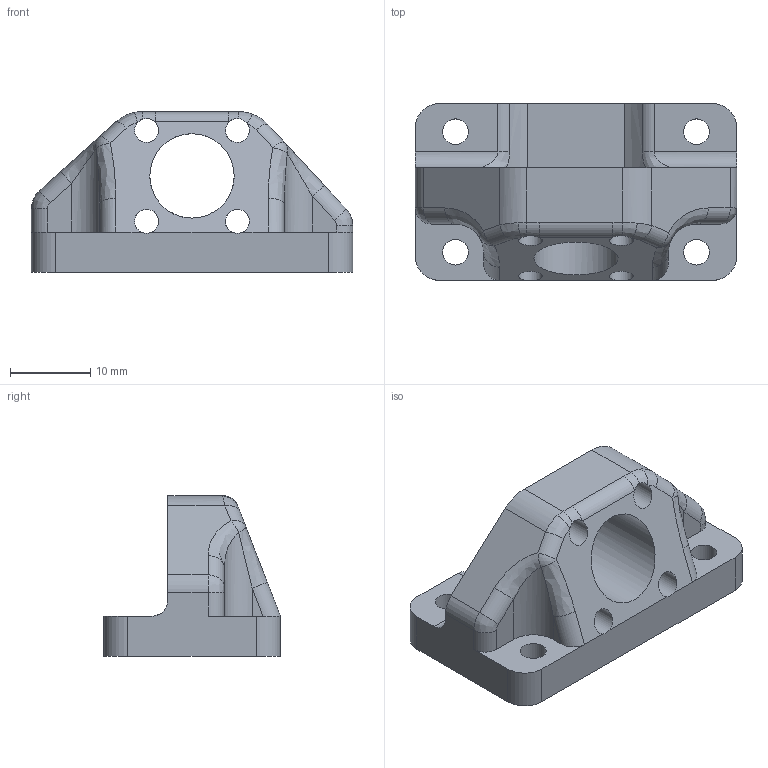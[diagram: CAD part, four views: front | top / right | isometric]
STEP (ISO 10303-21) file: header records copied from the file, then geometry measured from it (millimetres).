
FILE_DESCRIPTION(/* description */ (''),/* implementation_level */ '2;1');
FILE_NAME(/* name */ 'Z_ax_nut_holder_remake v1.step',/* time_stamp */ '2023-01-03T15:44:05+01:00',/* author */ (''),/* organization */ (''),/* preprocessor_version */ 'ST-DEVELOPER v19.2',/* originating_system */ 'Autodesk Translation Framework v11.17.0.187',/* authorisation */ '');
FILE_SCHEMA (('AUTOMOTIVE_DESIGN { 1 0 10303 214 3 1 1 }'));
Length unit declared in the file: millimetre
Products named in the file (1): Z_ax_nut_holder_remake
Bounding box: 40 x 22 x 20 mm (x, y, z)
Volume: 7212.4 mm3; surface area: 3983.8 mm2
Topology: 1 solids, 1 shells, 69 faces, 187 edges, 116 vertices
Faces by surface type: cylinder 36, plane 19, bspline 12, sphere 2
Full cylindrical faces by diameter (mm): 3 x4, 3.2 x4, 10.5 x1
Entity records: 2564 total; most frequent: CARTESIAN_POINT 743, DIRECTION 384, ORIENTED_EDGE 374, EDGE_CURVE 187, AXIS2_PLACEMENT_3D 150, VERTEX_POINT 116, LINE 84, VECTOR 84
